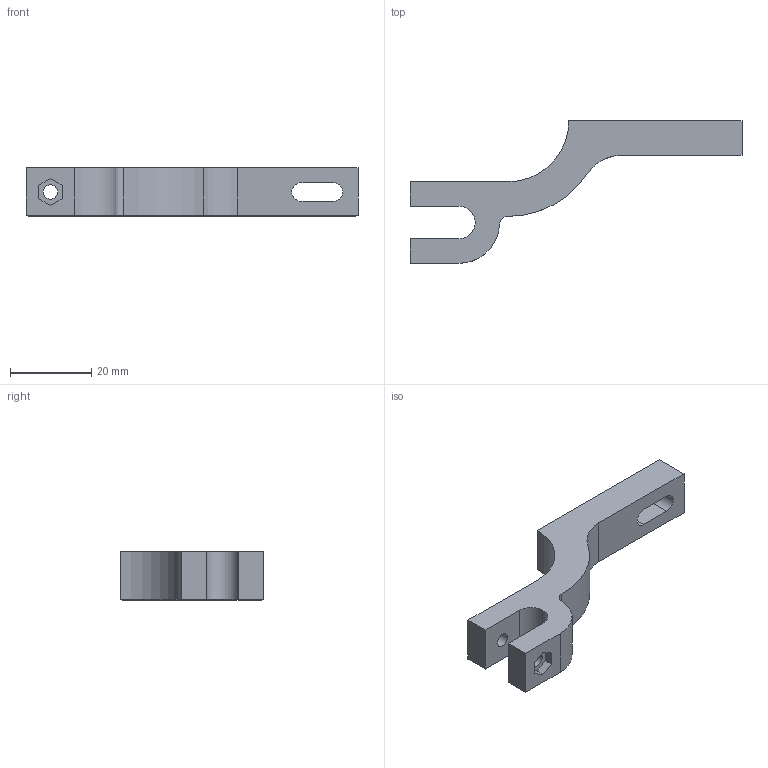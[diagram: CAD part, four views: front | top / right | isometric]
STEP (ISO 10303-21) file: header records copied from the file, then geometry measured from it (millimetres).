
FILE_DESCRIPTION (( 'STEP AP214' ), '1' );
FILE_NAME ('Power supply mount C.1.STEP', '2013-02-24T05:33:27', ( 'Backup' ), ( '' ), 'SwSTEP 2.0', 'SolidWorks 2013', '' );
FILE_SCHEMA (( 'AUTOMOTIVE_DESIGN' ));
Length unit declared in the file: millimetre
Products named in the file (1): Power supply mount C.1
Bounding box: 81.5 x 35 x 12 mm (x, y, z)
Volume: 9841.8 mm3; surface area: 4836 mm2
Topology: 1 solids, 1 shells, 48 faces, 120 edges, 75 vertices
Faces by surface type: plane 29, cylinder 13, cone 6
Entity records: 1463 total; most frequent: DIRECTION 249, CARTESIAN_POINT 247, ORIENTED_EDGE 240, EDGE_CURVE 120, LINE 87, VECTOR 87, AXIS2_PLACEMENT_3D 81, VERTEX_POINT 75
